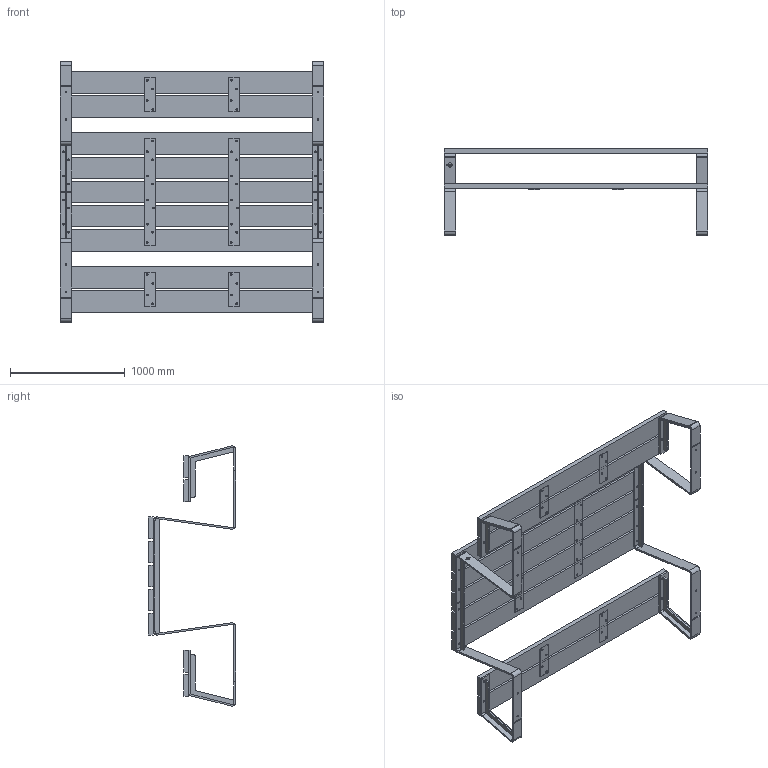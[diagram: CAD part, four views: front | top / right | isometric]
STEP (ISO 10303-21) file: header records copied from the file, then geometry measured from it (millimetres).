
FILE_DESCRIPTION (( 'STEP AP203' ), '1' );
FILE_NAME ('MOPN.2300.STEP', '2021-03-16T09:33:01', ( '' ), ( '' ), 'SwSTEP 2.0', 'SolidWorks 2020', '' );
FILE_SCHEMA (( 'CONFIG_CONTROL_DESIGN' ));
Length unit declared in the file: millimetre
Products named in the file (11): MOPN.2300 Frame; MOPN.2300 Strip_300; MOPN.2300 Frame Table; MOPN.2300; MOPN.2300 RF Table; MOPN.2300 Frame Seat; MOPN.2300 Wood; MOPN.2300 Strip_930; MOPN.2300 RF Seat; FURNS Brandtag sticker
Assembly tree (32 placements, depth 3):
  MOPN.2300
    MOPN.2300 Strip_930  x2
    MOPN.2300 Wood  x9
    MOPN.2300 Frame
      MOPN.2300 Frame Table  x2
      MOPN.2300 Frame Seat  x2
      MOPN.2300 RF Seat  x2
      MOPN.2300 RF Table
    MOPN.2300 Frame
      MOPN.2300 Frame Table  x2
      MOPN.2300 Frame Seat  x2
      MOPN.2300 RF Seat  x2
      MOPN.2300 RF Table
    MOPN.2300 Strip_300  x4
    FURNS Brandtag sticker
Bounding box: 2300 x 760 x 2270.51 mm (x, y, z)
Volume: 185590204.1 mm3; surface area: 13430247.1 mm2
Topology: 30 solids, 30 shells, 1041 faces, 2595 edges, 1634 vertices
Faces by surface type: plane 528, cylinder 267, cone 160, bspline 86
Entity records: 18734 total; most frequent: CARTESIAN_POINT 4101, ORIENTED_EDGE 2794, DIRECTION 2403, EDGE_CURVE 1397, LINE 1007, VECTOR 1007, VERTEX_POINT 904, AXIS2_PLACEMENT_3D 698
